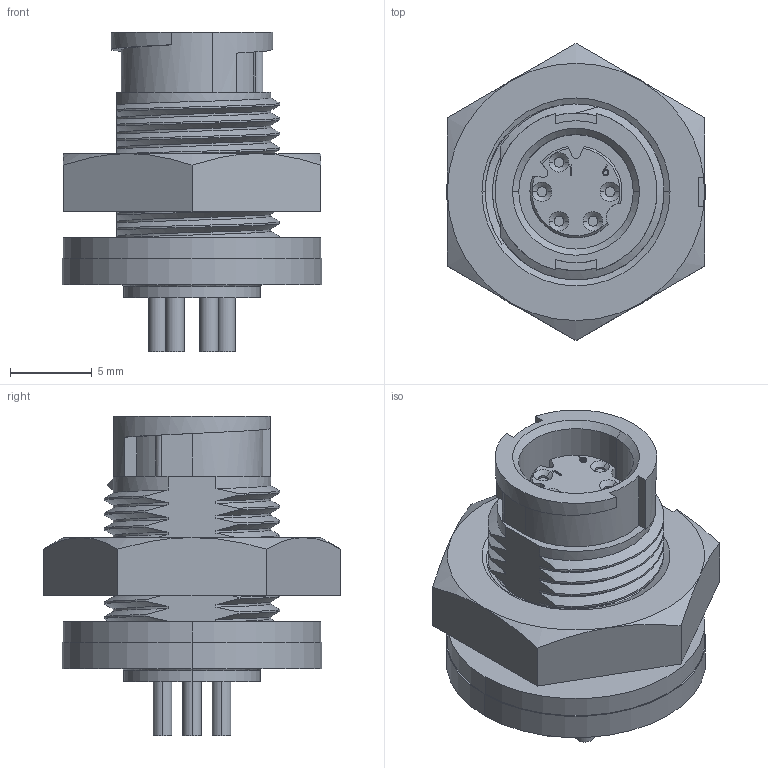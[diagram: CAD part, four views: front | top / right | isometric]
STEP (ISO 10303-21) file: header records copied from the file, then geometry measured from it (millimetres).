
FILE_DESCRIPTION (( 'STEP AP203' ), '1' );
FILE_NAME ('17980-5SG-300.STEP', '2016-03-24T19:26:36', ( '' ), ( '' ), 'SwSTEP 2.0', 'SolidWorks 2014', '' );
FILE_SCHEMA (( 'CONFIG_CONTROL_DESIGN' ));
Length unit declared in the file: inch
Products named in the file (2): 17980-5SG-300
Bounding box: 15.88 x 18.18 x 19.56 mm (x, y, z)
Volume: 1816.7 mm3; surface area: 2136.3 mm2
Topology: 2 solids, 2 shells, 270 faces, 707 edges, 457 vertices
Faces by surface type: cylinder 106, plane 89, bspline 49, cone 26
Entity records: 16331 total; most frequent: CARTESIAN_POINT 10028, ORIENTED_EDGE 1402, DIRECTION 1140, EDGE_CURVE 701, VERTEX_POINT 457, AXIS2_PLACEMENT_3D 412, LINE 316, VECTOR 316
